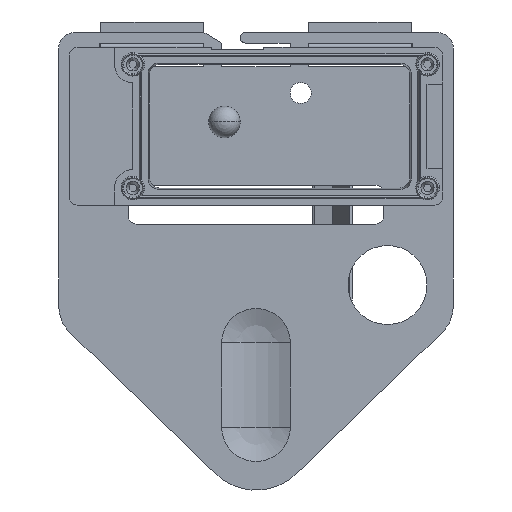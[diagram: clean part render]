
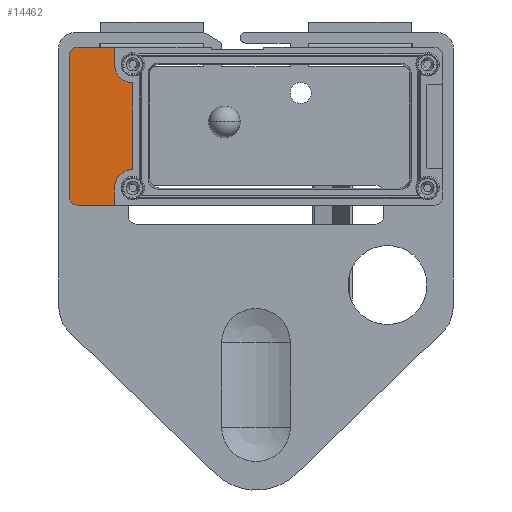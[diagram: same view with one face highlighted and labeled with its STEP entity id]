
A CAD part, front view. The second image highlights one B-rep face of the part: STEP entity #14462.
In plain terms, the highlighted planar face has unit normal (0, -1, 0).
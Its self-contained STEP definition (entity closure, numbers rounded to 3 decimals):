
#8635=DIRECTION('',(0.,0.,-1.));
#8636=VECTOR('',#8635,7.1);
#8637=CARTESIAN_POINT('',(-15.,4.8,-26.9));
#8638=LINE('',#8637,#8636);
#8684=DIRECTION('',(-1.,0.,0.));
#8685=VECTOR('',#8684,16.503);
#8686=CARTESIAN_POINT('',(8.251,4.8,-23.5));
#8687=LINE('',#8686,#8685);
#8691=CARTESIAN_POINT('',(11.75,4.8,-23.4));
#8692=DIRECTION('',(0.,-1.,0.));
#8693=DIRECTION('',(-1.,0.,-0.029));
#8694=AXIS2_PLACEMENT_3D('',#8691,#8692,#8693);
#8699=DIRECTION('',(1.,0.,0.));
#8700=VECTOR('',#8699,3.25);
#8701=CARTESIAN_POINT('',(11.75,4.8,-26.9));
#8702=LINE('',#8701,#8700);
#8706=DIRECTION('',(0.,0.,-1.));
#8707=VECTOR('',#8706,7.1);
#8708=CARTESIAN_POINT('',(15.,4.8,-26.9));
#8709=LINE('',#8708,#8707);
#8713=CARTESIAN_POINT('',(13.5,4.8,-34.));
#8714=DIRECTION('',(0.,1.,0.));
#8715=DIRECTION('',(1.,0.,0.));
#8716=AXIS2_PLACEMENT_3D('',#8713,#8714,#8715);
#8721=CARTESIAN_POINT('',(-13.5,4.8,-34.));
#8722=DIRECTION('',(0.,1.,0.));
#8723=DIRECTION('',(0.,0.,-1.));
#8724=AXIS2_PLACEMENT_3D('',#8721,#8722,#8723);
#8729=DIRECTION('',(1.,0.,0.));
#8730=VECTOR('',#8729,3.25);
#8731=CARTESIAN_POINT('',(-15.,4.8,-26.9));
#8732=LINE('',#8731,#8730);
#8736=CARTESIAN_POINT('',(-11.75,4.8,-23.4));
#8737=DIRECTION('',(0.,-1.,0.));
#8738=DIRECTION('',(0.,0.,-1.));
#8739=AXIS2_PLACEMENT_3D('',#8736,#8737,#8738);
#8758=DIRECTION('',(1.,0.,0.));
#8759=VECTOR('',#8758,27.);
#8760=CARTESIAN_POINT('',(-13.5,4.8,-35.5));
#8761=LINE('',#8760,#8759);
#11037=CARTESIAN_POINT('',(11.75,4.8,-26.9));
#11038=VERTEX_POINT('',#11037);
#11039=CARTESIAN_POINT('',(8.251,4.8,-23.5));
#11040=VERTEX_POINT('',#11039);
#11041=CARTESIAN_POINT('',(15.,4.8,-26.9));
#11042=VERTEX_POINT('',#11041);
#11047=CARTESIAN_POINT('',(15.,4.8,-34.));
#11048=VERTEX_POINT('',#11047);
#11620=CARTESIAN_POINT('',(-15.,4.8,-26.9));
#11621=VERTEX_POINT('',#11620);
#11622=CARTESIAN_POINT('',(-15.,4.8,-34.));
#11623=VERTEX_POINT('',#11622);
#11648=CARTESIAN_POINT('',(-11.75,4.8,-26.9));
#11649=VERTEX_POINT('',#11648);
#11650=CARTESIAN_POINT('',(-8.251,4.8,-23.5));
#11651=VERTEX_POINT('',#11650);
#11652=CARTESIAN_POINT('',(13.5,4.8,-35.5));
#11653=VERTEX_POINT('',#11652);
#11654=CARTESIAN_POINT('',(-13.5,4.8,-35.5));
#11655=VERTEX_POINT('',#11654);
#14442=CARTESIAN_POINT('',(8.,4.8,-23.5));
#14443=DIRECTION('',(0.,1.,0.));
#14444=DIRECTION('',(-1.,0.,0.));
#14445=AXIS2_PLACEMENT_3D('',#14442,#14443,#14444);
#14446=PLANE('',#14445);
#14447=ORIENTED_EDGE('',*,*,#14427,.F.);
#14448=ORIENTED_EDGE('',*,*,#11826,.T.);
#14449=ORIENTED_EDGE('',*,*,#11848,.T.);
#14450=ORIENTED_EDGE('',*,*,#11870,.T.);
#14452=ORIENTED_EDGE('',*,*,#14451,.T.);
#14454=ORIENTED_EDGE('',*,*,#14453,.F.);
#14456=ORIENTED_EDGE('',*,*,#14455,.T.);
#14457=ORIENTED_EDGE('',*,*,#14356,.F.);
#14458=ORIENTED_EDGE('',*,*,#14388,.T.);
#14459=ORIENTED_EDGE('',*,*,#14409,.T.);
#14460=EDGE_LOOP('',(#14447,#14448,#14449,#14450,#14452,#14454,#14456,#14457,
#14458,#14459));
#14461=FACE_OUTER_BOUND('',#14460,.F.);
#8695=CIRCLE('',#8694,3.5);
#8717=CIRCLE('',#8716,1.5);
#8725=CIRCLE('',#8724,1.5);
#8740=CIRCLE('',#8739,3.5);
#11826=EDGE_CURVE('',#11040,#11038,#8695,.T.);
#11848=EDGE_CURVE('',#11038,#11042,#8702,.T.);
#11870=EDGE_CURVE('',#11042,#11048,#8709,.T.);
#14356=EDGE_CURVE('',#11621,#11623,#8638,.T.);
#14388=EDGE_CURVE('',#11621,#11649,#8732,.T.);
#14409=EDGE_CURVE('',#11649,#11651,#8740,.T.);
#14427=EDGE_CURVE('',#11040,#11651,#8687,.T.);
#14451=EDGE_CURVE('',#11048,#11653,#8717,.T.);
#14453=EDGE_CURVE('',#11655,#11653,#8761,.T.);
#14455=EDGE_CURVE('',#11655,#11623,#8725,.T.);
#14462=ADVANCED_FACE('',(#14461),#14446,.F.);
